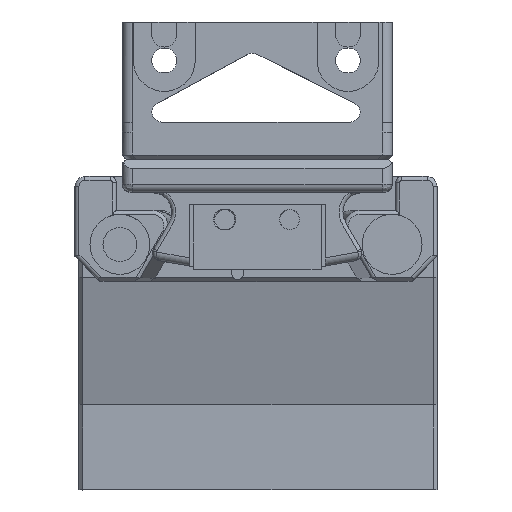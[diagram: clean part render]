
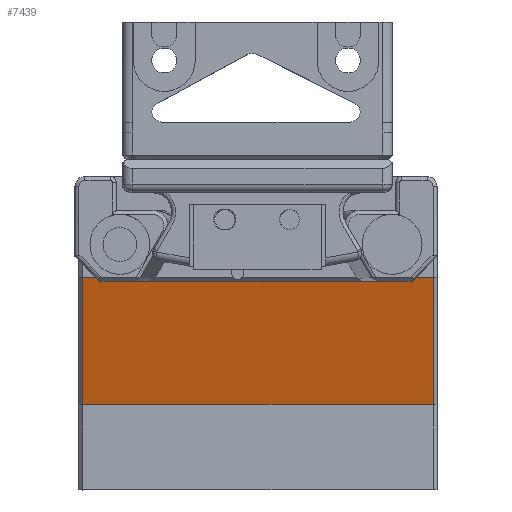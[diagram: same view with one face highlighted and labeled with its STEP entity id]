
A CAD part, top view. The second image highlights one B-rep face of the part: STEP entity #7439.
In plain terms, the highlighted face is planar.
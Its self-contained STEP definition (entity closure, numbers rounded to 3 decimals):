
#543=FACE_OUTER_BOUND('',#983,.T.);
#983=EDGE_LOOP('',(#5307,#5308,#5309,#5310));
#1496=LINE('',#11944,#2198);
#1503=LINE('',#11958,#2205);
#1504=LINE('',#11959,#2206);
#1505=LINE('',#11960,#2207);
#2198=VECTOR('',#8932,10.);
#2205=VECTOR('',#8945,10.);
#2206=VECTOR('',#8946,10.);
#2207=VECTOR('',#8947,10.);
#3159=VERTEX_POINT('',#11941);
#3160=VERTEX_POINT('',#11943);
#3163=VERTEX_POINT('',#11956);
#3164=VERTEX_POINT('',#11957);
#3959=EDGE_CURVE('',#3159,#3160,#1496,.T.);
#3966=EDGE_CURVE('',#3163,#3164,#1503,.T.);
#3967=EDGE_CURVE('',#3160,#3163,#1504,.T.);
#3968=EDGE_CURVE('',#3159,#3164,#1505,.T.);
#5307=ORIENTED_EDGE('',*,*,#3966,.F.);
#5308=ORIENTED_EDGE('',*,*,#3967,.F.);
#5309=ORIENTED_EDGE('',*,*,#3959,.F.);
#5310=ORIENTED_EDGE('',*,*,#3968,.T.);
#7141=PLANE('',#7970);
#7439=ADVANCED_FACE('',(#543),#7141,.T.);
#7970=AXIS2_PLACEMENT_3D('',#11955,#8943,#8944);
#8932=DIRECTION('',(0.,0.261,-0.965));
#8943=DIRECTION('center_axis',(0.,0.965,0.261));
#8944=DIRECTION('ref_axis',(0.,-0.261,0.965));
#8945=DIRECTION('',(0.,-0.261,0.965));
#8946=DIRECTION('',(1.,0.,0.));
#8947=DIRECTION('',(1.,0.,0.));
#11941=CARTESIAN_POINT('',(102.572,150.262,38.943));
#11943=CARTESIAN_POINT('',(102.572,153.7,26.216));
#11944=CARTESIAN_POINT('',(102.572,150.042,39.757));
#11955=CARTESIAN_POINT('Origin',(102.172,153.7,26.216));
#11956=CARTESIAN_POINT('',(137.627,153.7,26.216));
#11957=CARTESIAN_POINT('',(137.627,150.262,38.943));
#11958=CARTESIAN_POINT('',(137.627,152.481,30.726));
#11959=CARTESIAN_POINT('',(102.172,153.7,26.216));
#11960=CARTESIAN_POINT('',(137.627,150.262,38.943));
